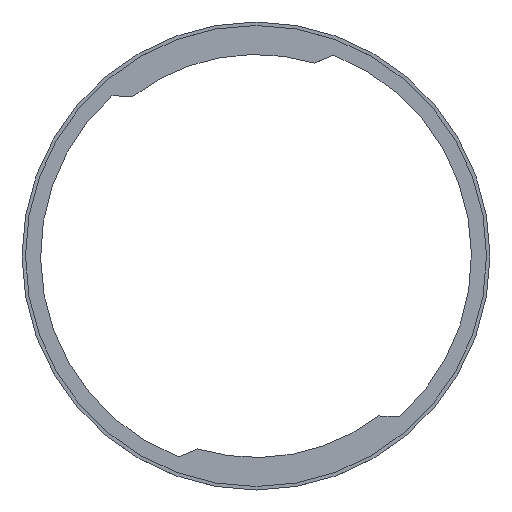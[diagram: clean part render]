
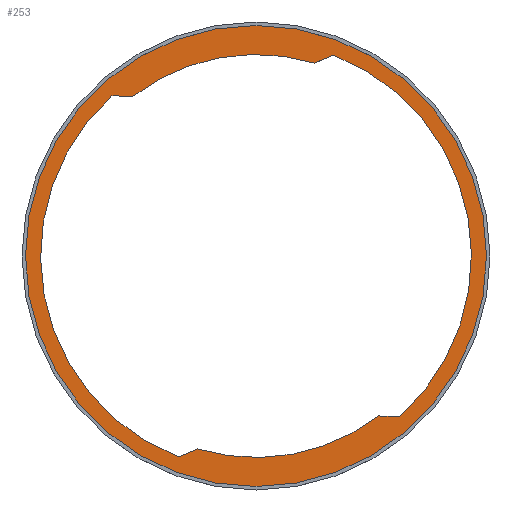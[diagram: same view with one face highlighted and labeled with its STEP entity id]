
A CAD part, top view. The second image highlights one B-rep face of the part: STEP entity #253.
In plain terms, the highlighted planar face has unit normal (0, 0, 1).
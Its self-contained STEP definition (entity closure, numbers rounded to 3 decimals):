
#16=FACE_BOUND('',#51,.T.);
#23=PLANE('',#292);
#35=FACE_OUTER_BOUND('',#50,.T.);
#50=EDGE_LOOP('',(#205));
#51=EDGE_LOOP('',(#206,#207,#208,#209,#210,#211,#212,#213));
#62=LINE('',#396,#82);
#66=LINE('',#405,#86);
#70=LINE('',#417,#90);
#74=LINE('',#429,#94);
#82=VECTOR('',#315,10.);
#86=VECTOR('',#321,10.);
#90=VECTOR('',#333,10.);
#94=VECTOR('',#345,10.);
#102=CIRCLE('',#280,93.);
#104=CIRCLE('',#284,93.);
#106=CIRCLE('',#288,87.);
#107=CIRCLE('',#290,87.);
#109=CIRCLE('',#293,100.);
#117=VERTEX_POINT('',#393);
#118=VERTEX_POINT('',#395);
#121=VERTEX_POINT('',#402);
#122=VERTEX_POINT('',#404);
#125=VERTEX_POINT('',#414);
#126=VERTEX_POINT('',#416);
#128=VERTEX_POINT('',#422);
#130=VERTEX_POINT('',#428);
#131=VERTEX_POINT('',#438);
#140=EDGE_CURVE('',#118,#117,#62,.T.);
#144=EDGE_CURVE('',#122,#121,#66,.T.);
#147=EDGE_CURVE('',#117,#122,#102,.T.);
#150=EDGE_CURVE('',#126,#125,#70,.T.);
#153=EDGE_CURVE('',#128,#126,#104,.T.);
#156=EDGE_CURVE('',#130,#128,#74,.T.);
#159=EDGE_CURVE('',#130,#121,#106,.T.);
#160=EDGE_CURVE('',#118,#125,#107,.T.);
#162=EDGE_CURVE('',#131,#131,#109,.T.);
#205=ORIENTED_EDGE('',*,*,#162,.T.);
#206=ORIENTED_EDGE('',*,*,#140,.T.);
#207=ORIENTED_EDGE('',*,*,#147,.T.);
#208=ORIENTED_EDGE('',*,*,#144,.T.);
#209=ORIENTED_EDGE('',*,*,#159,.F.);
#210=ORIENTED_EDGE('',*,*,#156,.T.);
#211=ORIENTED_EDGE('',*,*,#153,.T.);
#212=ORIENTED_EDGE('',*,*,#150,.T.);
#213=ORIENTED_EDGE('',*,*,#160,.F.);
#253=ADVANCED_FACE('',(#35,#16),#23,.T.);
#280=AXIS2_PLACEMENT_3D('',#409,#327,#328);
#284=AXIS2_PLACEMENT_3D('',#423,#339,#340);
#288=AXIS2_PLACEMENT_3D('',#433,#351,#352);
#290=AXIS2_PLACEMENT_3D('',#435,#355,#356);
#292=AXIS2_PLACEMENT_3D('',#437,#359,#360);
#293=AXIS2_PLACEMENT_3D('',#439,#361,#362);
#315=DIRECTION('',(-0.922,-0.387,0.));
#321=DIRECTION('',(0.999,-0.034,0.));
#327=DIRECTION('center_axis',(0.,0.,-1.));
#328=DIRECTION('ref_axis',(-1.,0.,0.));
#333=DIRECTION('',(-0.999,0.038,0.));
#339=DIRECTION('center_axis',(0.,0.,-1.));
#340=DIRECTION('ref_axis',(-1.,0.,0.));
#345=DIRECTION('',(0.922,0.387,0.));
#351=DIRECTION('center_axis',(0.,0.,1.));
#352=DIRECTION('ref_axis',(1.,0.,0.));
#355=DIRECTION('center_axis',(0.,0.,1.));
#356=DIRECTION('ref_axis',(1.,0.,0.));
#359=DIRECTION('center_axis',(0.,0.,1.));
#360=DIRECTION('ref_axis',(1.,0.,0.));
#361=DIRECTION('center_axis',(0.,0.,1.));
#362=DIRECTION('ref_axis',(1.,0.,0.));
#393=CARTESIAN_POINT('',(-33.505,15.245,1.));
#395=CARTESIAN_POINT('',(-25.208,18.732,1.));
#396=CARTESIAN_POINT('',(-15.162,22.954,1.));
#402=CARTESIAN_POINT('',(-53.178,170.856,1.));
#404=CARTESIAN_POINT('',(-62.173,171.163,1.));
#405=CARTESIAN_POINT('',(-28.456,170.01,1.));
#409=CARTESIAN_POINT('Origin',(0.,102.,1.));
#414=CARTESIAN_POINT('',(52.944,32.964,1.));
#416=CARTESIAN_POINT('',(61.938,32.626,1.));
#417=CARTESIAN_POINT('',(31.343,33.776,1.));
#422=CARTESIAN_POINT('',(33.539,188.742,1.));
#423=CARTESIAN_POINT('Origin',(0.,102.,1.));
#428=CARTESIAN_POINT('',(25.241,185.258,1.));
#429=CARTESIAN_POINT('',(-15.871,168.,1.));
#433=CARTESIAN_POINT('Origin',(0.,102.,1.));
#435=CARTESIAN_POINT('Origin',(0.,102.,1.));
#437=CARTESIAN_POINT('Origin',(0.,15.,1.));
#438=CARTESIAN_POINT('',(0.,202.,1.));
#439=CARTESIAN_POINT('Origin',(0.,102.,1.));
